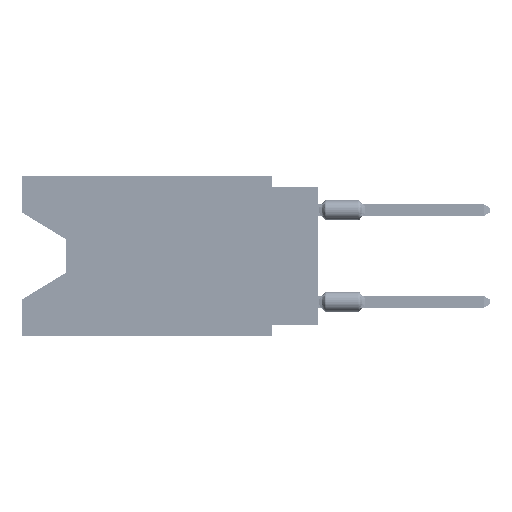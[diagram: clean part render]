
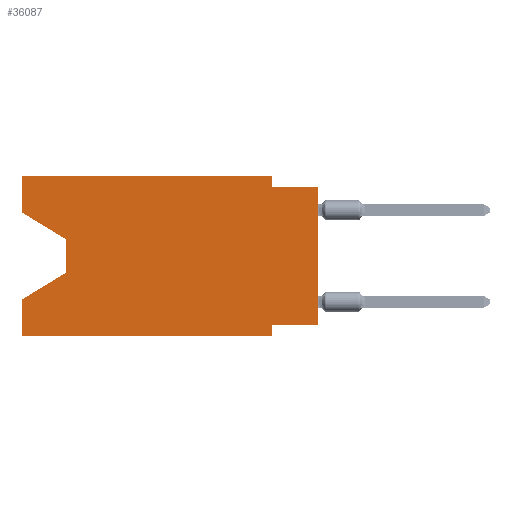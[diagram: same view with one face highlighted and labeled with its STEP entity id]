
A CAD part, left-side view. The second image highlights one B-rep face of the part: STEP entity #36087.
In plain terms, the highlighted planar face has unit normal (-1, 0, 0).
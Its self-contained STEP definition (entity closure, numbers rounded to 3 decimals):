
#127 = DIRECTION ( 'NONE',  ( 1., 0., 0. ) ) ;
#544 = CARTESIAN_POINT ( 'NONE',  ( 0., 16.383, -6.852 ) ) ;
#1891 = CARTESIAN_POINT ( 'NONE',  ( 0., 0., -0.635 ) ) ;
#3152 = CARTESIAN_POINT ( 'NONE',  ( 0., 16.383, 0. ) ) ;
#3296 = AXIS2_PLACEMENT_3D ( 'NONE', #53717, #127, #24339 ) ;
#3531 = DIRECTION ( 'NONE',  ( 0., 0., 1. ) ) ;
#4780 = VERTEX_POINT ( 'NONE', #36204 ) ;
#5889 = DIRECTION ( 'NONE',  ( 0., 0., -1. ) ) ;
#7238 = EDGE_CURVE ( 'NONE', #19116, #76466, #36890, .T. ) ;
#8522 = ORIENTED_EDGE ( 'NONE', *, *, #44654, .T. ) ;
#8927 = EDGE_CURVE ( 'NONE', #62143, #57057, #61017, .T. ) ;
#9305 = VECTOR ( 'NONE', #26314, 1000. ) ;
#10261 = EDGE_CURVE ( 'NONE', #65050, #42524, #74216, .T. ) ;
#11321 = CARTESIAN_POINT ( 'NONE',  ( 0., 2.54, -8.89 ) ) ;
#11364 = CARTESIAN_POINT ( 'NONE',  ( 0., 16.383, 0. ) ) ;
#11773 = LINE ( 'NONE', #18117, #35998 ) ;
#13123 = CARTESIAN_POINT ( 'NONE',  ( 0., 2.54, -8.255 ) ) ;
#13881 = ORIENTED_EDGE ( 'NONE', *, *, #31519, .F. ) ;
#14001 = LINE ( 'NONE', #38219, #9305 ) ;
#16027 = CARTESIAN_POINT ( 'NONE',  ( 0., 13.97, -5.385 ) ) ;
#17496 = EDGE_CURVE ( 'NONE', #19116, #27603, #70658, .T. ) ;
#17600 = PLANE ( 'NONE',  #3296 ) ;
#18117 = CARTESIAN_POINT ( 'NONE',  ( 0., 0., 0. ) ) ;
#19008 = VECTOR ( 'NONE', #69739, 1000. ) ;
#19010 = EDGE_CURVE ( 'NONE', #65050, #67939, #11773, .T. ) ;
#19116 = VERTEX_POINT ( 'NONE', #73264 ) ;
#19333 = DIRECTION ( 'NONE',  ( 0., -0.855, -0.519 ) ) ;
#19765 = CARTESIAN_POINT ( 'NONE',  ( 0., 0., -8.255 ) ) ;
#20646 = CARTESIAN_POINT ( 'NONE',  ( 0., 0., -8.255 ) ) ;
#22241 = DIRECTION ( 'NONE',  ( 0., -1., 0. ) ) ;
#22819 = VECTOR ( 'NONE', #47585, 1000. ) ;
#23382 = CARTESIAN_POINT ( 'NONE',  ( 0., 13.97, -3.505 ) ) ;
#23603 = LINE ( 'NONE', #11321, #40457 ) ;
#23692 = ORIENTED_EDGE ( 'NONE', *, *, #7238, .F. ) ;
#24339 = DIRECTION ( 'NONE',  ( 0., 0., -1. ) ) ;
#25850 = ORIENTED_EDGE ( 'NONE', *, *, #67182, .T. ) ;
#26314 = DIRECTION ( 'NONE',  ( 0., -1., 0. ) ) ;
#27603 = VERTEX_POINT ( 'NONE', #30606 ) ;
#27924 = EDGE_LOOP ( 'NONE', ( #38430, #25850, #8522, #23692, #71761, #32135, #49348, #30181, #55984, #72444, #13881, #74791 ) ) ;
#28397 = VECTOR ( 'NONE', #19333, 1000. ) ;
#29889 = FACE_OUTER_BOUND ( 'NONE', #27924, .T. ) ;
#30181 = ORIENTED_EDGE ( 'NONE', *, *, #19010, .T. ) ;
#30606 = CARTESIAN_POINT ( 'NONE',  ( 0., 2.54, -8.89 ) ) ;
#31519 = EDGE_CURVE ( 'NONE', #43387, #4780, #14001, .T. ) ;
#31967 = VECTOR ( 'NONE', #3531, 1000. ) ;
#32135 = ORIENTED_EDGE ( 'NONE', *, *, #60496, .F. ) ;
#32846 = LINE ( 'NONE', #1891, #19008 ) ;
#34120 = CARTESIAN_POINT ( 'NONE',  ( 0., 13.97, -3.505 ) ) ;
#35600 = DIRECTION ( 'NONE',  ( 0., 0., 1. ) ) ;
#35998 = VECTOR ( 'NONE', #35600, 1000. ) ;
#36087 = ADVANCED_FACE ( 'NONE', ( #29889 ), #17600, .F. ) ;
#36204 = CARTESIAN_POINT ( 'NONE',  ( 0., 2.54, 0. ) ) ;
#36890 = LINE ( 'NONE', #3152, #31967 ) ;
#38219 = CARTESIAN_POINT ( 'NONE',  ( 0., 16.383, 0. ) ) ;
#38430 = ORIENTED_EDGE ( 'NONE', *, *, #8927, .T. ) ;
#40457 = VECTOR ( 'NONE', #47813, 1000. ) ;
#41285 = CARTESIAN_POINT ( 'NONE',  ( 0., 16.383, -8.89 ) ) ;
#41837 = CARTESIAN_POINT ( 'NONE',  ( 0., 0., -0.635 ) ) ;
#42524 = VERTEX_POINT ( 'NONE', #13123 ) ;
#43387 = VERTEX_POINT ( 'NONE', #75926 ) ;
#44654 = EDGE_CURVE ( 'NONE', #69886, #76466, #68907, .T. ) ;
#44844 = DIRECTION ( 'NONE',  ( 0., 1., 0. ) ) ;
#46678 = DIRECTION ( 'NONE',  ( 0., 0., 1. ) ) ;
#47585 = DIRECTION ( 'NONE',  ( 0., 0., -1. ) ) ;
#47813 = DIRECTION ( 'NONE',  ( 0., 0., -1. ) ) ;
#47977 = VECTOR ( 'NONE', #58559, 1000. ) ;
#48350 = VECTOR ( 'NONE', #5889, 1000. ) ;
#49120 = CARTESIAN_POINT ( 'NONE',  ( 0., 2.54, 0. ) ) ;
#49348 = ORIENTED_EDGE ( 'NONE', *, *, #10261, .F. ) ;
#51819 = CARTESIAN_POINT ( 'NONE',  ( 0., 13.97, -5.385 ) ) ;
#53218 = CARTESIAN_POINT ( 'NONE',  ( 0., 16.383, -2.038 ) ) ;
#53717 = CARTESIAN_POINT ( 'NONE',  ( 0., 16.383, 0. ) ) ;
#55984 = ORIENTED_EDGE ( 'NONE', *, *, #63464, .F. ) ;
#56276 = VECTOR ( 'NONE', #22241, 1000. ) ;
#57057 = VERTEX_POINT ( 'NONE', #34120 ) ;
#58559 = DIRECTION ( 'NONE',  ( 0., 0.855, -0.519 ) ) ;
#60079 = VECTOR ( 'NONE', #44844, 1000. ) ;
#60496 = EDGE_CURVE ( 'NONE', #42524, #27603, #23603, .T. ) ;
#61017 = LINE ( 'NONE', #53218, #28397 ) ;
#61730 = CARTESIAN_POINT ( 'NONE',  ( 0., 2.54, -0.635 ) ) ;
#62143 = VERTEX_POINT ( 'NONE', #68145 ) ;
#63464 = EDGE_CURVE ( 'NONE', #78042, #67939, #32846, .T. ) ;
#65050 = VERTEX_POINT ( 'NONE', #19765 ) ;
#67182 = EDGE_CURVE ( 'NONE', #57057, #69886, #77768, .T. ) ;
#67367 = LINE ( 'NONE', #49120, #48350 ) ;
#67939 = VERTEX_POINT ( 'NONE', #41837 ) ;
#68145 = CARTESIAN_POINT ( 'NONE',  ( 0., 16.383, -2.038 ) ) ;
#68907 = LINE ( 'NONE', #51819, #47977 ) ;
#69250 = VECTOR ( 'NONE', #46678, 1000. ) ;
#69739 = DIRECTION ( 'NONE',  ( 0., -1., 0. ) ) ;
#69886 = VERTEX_POINT ( 'NONE', #16027 ) ;
#70658 = LINE ( 'NONE', #41285, #56276 ) ;
#70862 = EDGE_CURVE ( 'NONE', #4780, #78042, #67367, .T. ) ;
#71761 = ORIENTED_EDGE ( 'NONE', *, *, #17496, .T. ) ;
#72444 = ORIENTED_EDGE ( 'NONE', *, *, #70862, .F. ) ;
#73264 = CARTESIAN_POINT ( 'NONE',  ( 0., 16.383, -8.89 ) ) ;
#74216 = LINE ( 'NONE', #20646, #60079 ) ;
#74791 = ORIENTED_EDGE ( 'NONE', *, *, #77987, .F. ) ;
#75926 = CARTESIAN_POINT ( 'NONE',  ( 0., 16.383, 0. ) ) ;
#76466 = VERTEX_POINT ( 'NONE', #544 ) ;
#76474 = LINE ( 'NONE', #11364, #69250 ) ;
#77768 = LINE ( 'NONE', #23382, #22819 ) ;
#77987 = EDGE_CURVE ( 'NONE', #62143, #43387, #76474, .T. ) ;
#78042 = VERTEX_POINT ( 'NONE', #61730 ) ;
